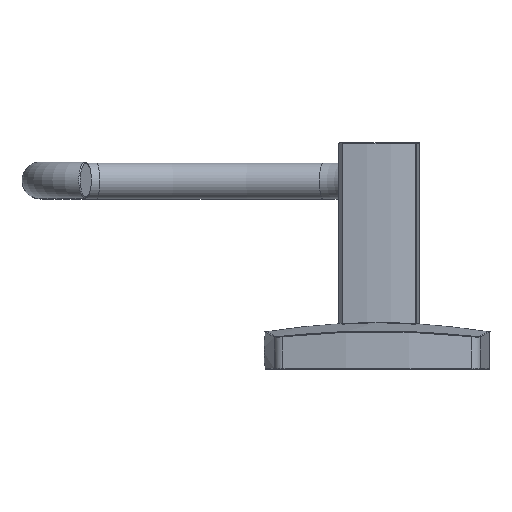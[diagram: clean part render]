
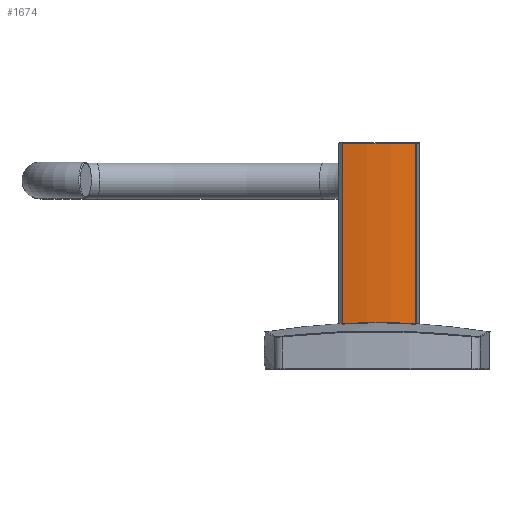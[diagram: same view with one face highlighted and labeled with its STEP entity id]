
A CAD part, top view. The second image highlights one B-rep face of the part: STEP entity #1674.
In plain terms, the highlighted cylindrical face has radius 40 mm (diameter 80 mm), a partial arc.
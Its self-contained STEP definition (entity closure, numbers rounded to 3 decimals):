
#61=CYLINDRICAL_SURFACE('',#1956,40.);
#158=LINE('',#7527,#219);
#161=LINE('',#7553,#222);
#219=VECTOR('',#2400,10.);
#222=VECTOR('',#2441,10.);
#270=B_SPLINE_CURVE_WITH_KNOTS('',3,(#7076,#7077,#7078,#7079,#7080,#7081,
#7082,#7083,#7084,#7085,#7086,#7087,#7088,#7089,#7090,#7091,#7092,#7093,
#7094,#7095,#7096,#7097,#7098,#7099,#7100,#7101,#7102,#7103),
 .UNSPECIFIED.,.F.,.F.,(4,2,2,2,2,2,2,2,2,2,2,2,2,4),(-1.718,
-1.648,-1.593,-1.478,-1.364,
-1.136,-0.909,-0.698,-0.682,
-0.454,-0.339,-0.224,-0.169,
-0.1),.UNSPECIFIED.);
#398=FACE_OUTER_BOUND('',#518,.T.);
#518=EDGE_LOOP('',(#1499,#1500,#1501,#1502));
#642=CIRCLE('',#1934,40.);
#786=VERTEX_POINT('',#6926);
#787=VERTEX_POINT('',#6930);
#793=VERTEX_POINT('',#7140);
#799=VERTEX_POINT('',#7519);
#1004=EDGE_CURVE('',#787,#786,#270,.T.);
#1022=EDGE_CURVE('',#793,#799,#642,.T.);
#1024=EDGE_CURVE('',#799,#787,#158,.T.);
#1038=EDGE_CURVE('',#786,#793,#161,.T.);
#1499=ORIENTED_EDGE('',*,*,#1022,.F.);
#1500=ORIENTED_EDGE('',*,*,#1038,.F.);
#1501=ORIENTED_EDGE('',*,*,#1004,.F.);
#1502=ORIENTED_EDGE('',*,*,#1024,.F.);
#1674=ADVANCED_FACE('',(#398),#61,.T.);
#1934=AXIS2_PLACEMENT_3D('',#7524,#2395,#2396);
#1956=AXIS2_PLACEMENT_3D('',#9553,#2445,#2446);
#2395=DIRECTION('center_axis',(0.,1.,0.));
#2396=DIRECTION('ref_axis',(0.,0.,1.));
#2400=DIRECTION('',(0.,-1.,0.));
#2441=DIRECTION('',(0.,1.,0.));
#2445=DIRECTION('center_axis',(0.,-1.,0.));
#2446=DIRECTION('ref_axis',(1.,0.,0.));
#6926=CARTESIAN_POINT('',(-8.062,10.218,8.179));
#6930=CARTESIAN_POINT('',(8.062,10.218,8.179));
#7076=CARTESIAN_POINT('Ctrl Pts',(8.062,10.218,8.179));
#7077=CARTESIAN_POINT('Ctrl Pts',(7.834,10.227,8.226));
#7078=CARTESIAN_POINT('Ctrl Pts',(7.605,10.237,8.271));
#7079=CARTESIAN_POINT('Ctrl Pts',(7.196,10.253,8.348));
#7080=CARTESIAN_POINT('Ctrl Pts',(7.016,10.26,8.38));
#7081=CARTESIAN_POINT('Ctrl Pts',(6.457,10.279,8.477));
#7082=CARTESIAN_POINT('Ctrl Pts',(6.077,10.292,8.537));
#7083=CARTESIAN_POINT('Ctrl Pts',(5.318,10.314,8.647));
#7084=CARTESIAN_POINT('Ctrl Pts',(4.938,10.324,8.696));
#7085=CARTESIAN_POINT('Ctrl Pts',(3.8,10.351,8.826));
#7086=CARTESIAN_POINT('Ctrl Pts',(3.04,10.365,8.892));
#7087=CARTESIAN_POINT('Ctrl Pts',(1.52,10.383,8.978));
#7088=CARTESIAN_POINT('Ctrl Pts',(0.76,10.387,9.));
#7089=CARTESIAN_POINT('Ctrl Pts',(-0.704,10.387,9.));
#7090=CARTESIAN_POINT('Ctrl Pts',(-1.408,10.383,8.981));
#7091=CARTESIAN_POINT('Ctrl Pts',(-2.167,10.375,8.941));
#7092=CARTESIAN_POINT('Ctrl Pts',(-2.223,10.374,8.938));
#7093=CARTESIAN_POINT('Ctrl Pts',(-3.04,10.365,8.892));
#7094=CARTESIAN_POINT('Ctrl Pts',(-3.8,10.351,8.826));
#7095=CARTESIAN_POINT('Ctrl Pts',(-4.938,10.324,8.696));
#7096=CARTESIAN_POINT('Ctrl Pts',(-5.318,10.314,8.647));
#7097=CARTESIAN_POINT('Ctrl Pts',(-6.078,10.292,8.537));
#7098=CARTESIAN_POINT('Ctrl Pts',(-6.457,10.279,8.477));
#7099=CARTESIAN_POINT('Ctrl Pts',(-7.018,10.26,8.38));
#7100=CARTESIAN_POINT('Ctrl Pts',(-7.2,10.253,8.347));
#7101=CARTESIAN_POINT('Ctrl Pts',(-7.609,10.237,8.27));
#7102=CARTESIAN_POINT('Ctrl Pts',(-7.836,10.227,8.226));
#7103=CARTESIAN_POINT('Ctrl Pts',(-8.062,10.218,8.179));
#7140=CARTESIAN_POINT('',(-8.062,50.084,8.179));
#7519=CARTESIAN_POINT('',(8.062,50.084,8.179));
#7524=CARTESIAN_POINT('Origin',(0.,50.084,
-31.));
#7527=CARTESIAN_POINT('',(8.062,50.234,8.179));
#7553=CARTESIAN_POINT('',(-8.062,50.234,8.179));
#9553=CARTESIAN_POINT('Origin',(0.,50.234,
-31.));
